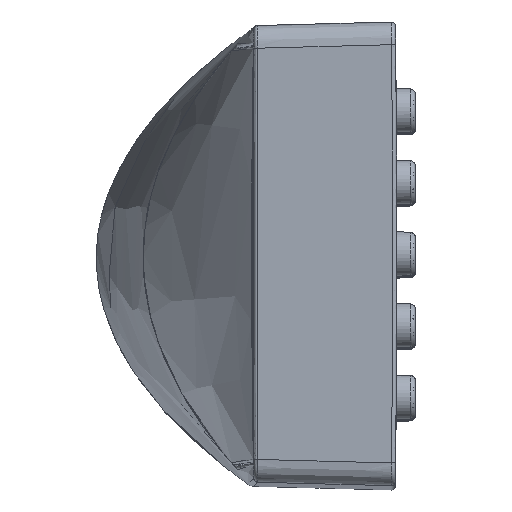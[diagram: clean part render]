
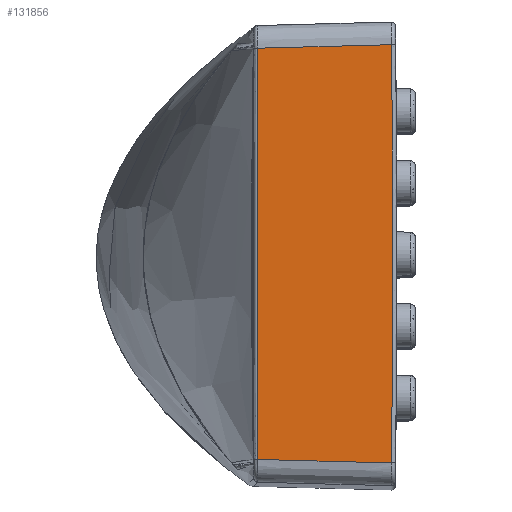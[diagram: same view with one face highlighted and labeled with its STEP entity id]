
A CAD part, top view. The second image highlights one B-rep face of the part: STEP entity #131856.
In plain terms, the highlighted planar face has unit normal (-0.026, 0, 1).
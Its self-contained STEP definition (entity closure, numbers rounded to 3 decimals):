
#12096=CARTESIAN_POINT(' ',(12.629,18.395,220.145));
#12097=VERTEX_POINT(' ',#12096);
#12626=CARTESIAN_POINT(' ',(12.629,-18.395,220.145));
#12627=VERTEX_POINT(' ',#12626);
#12651=CARTESIAN_POINT(' ',(-1485.943,0.,180.917));
#12656=DIRECTION(' ',(-0.026,0.,1.));
#12661=DIRECTION(' ',(1.,-0.012,0.026));
#12666=AXIS2_PLACEMENT_3D(' ',#12651,#12656,#12661);
#12671=CIRCLE('',#12666,1499.199);
#12676=EDGE_CURVE(' ',#12627,#12097,#12671,.T.);
#131671=CARTESIAN_POINT(' ',(0.843,18.087,219.836));
#131672=VERTEX_POINT(' ',#131671);
#131686=CARTESIAN_POINT(' ',(0.843,18.087,219.836));
#131691=DIRECTION(' ',(0.999,0.026,0.026));
#131696=VECTOR(' ',#131691,1.);
#131701=LINE('',#131686,#131696);
#131706=EDGE_CURVE(' ',#131672,#12097,#131701,.T.);
#131741=DIRECTION(' ',(-0.026,0.,1.));
#131746=CARTESIAN_POINT(' ',(0.815,18.395,219.835));
#131751=DIRECTION(' ',(0.,-1.,0.));
#131756=AXIS2_PLACEMENT_3D(' ',#131746,#131741,#131751);
#131761=PLANE('',#131756);
#131766=CARTESIAN_POINT(' ',(0.843,-18.087,219.836));
#131771=DIRECTION(' ',(0.999,-0.026,0.026));
#131776=VECTOR(' ',#131771,1.);
#131781=LINE('',#131766,#131776);
#131786=CARTESIAN_POINT(' ',(0.843,-18.087,219.836));
#131787=VERTEX_POINT(' ',#131786);
#131791=EDGE_CURVE(' ',#131787,#12627,#131781,.T.);
#131796=ORIENTED_EDGE(' ',*,*,#131791,.T.);
#131801=ORIENTED_EDGE(' ',*,*,#12676,.T.);
#131806=ORIENTED_EDGE(' ',*,*,#131706,.F.);
#131811=CARTESIAN_POINT(' ',(7822.677,-0.002,436.222));
#131816=DIRECTION(' ',(-0.028,0.,1.));
#131821=DIRECTION(' ',(-1.,0.002,-0.028));
#131826=AXIS2_PLACEMENT_3D(' ',#131811,#131816,#131821);
#131831=CIRCLE('',#131826,7824.847);
#131836=EDGE_CURVE(' ',#131672,#131787,#131831,.T.);
#131841=ORIENTED_EDGE(' ',*,*,#131836,.T.);
#131846=EDGE_LOOP(' ',(#131796,#131801,#131806,#131841));
#131851=FACE_OUTER_BOUND(' ',#131846,.T.);
#131856=ADVANCED_FACE('',(#131851),#131761,.T.);
